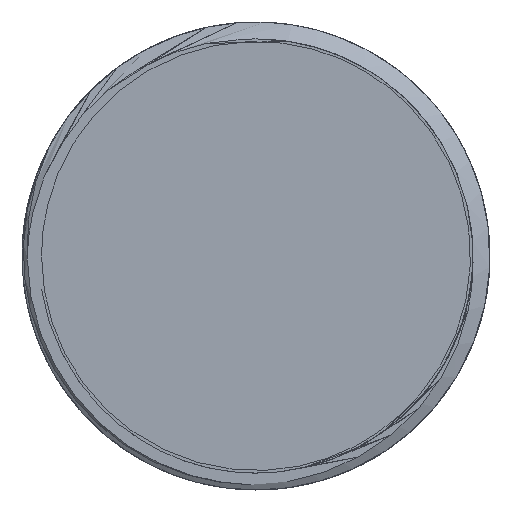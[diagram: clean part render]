
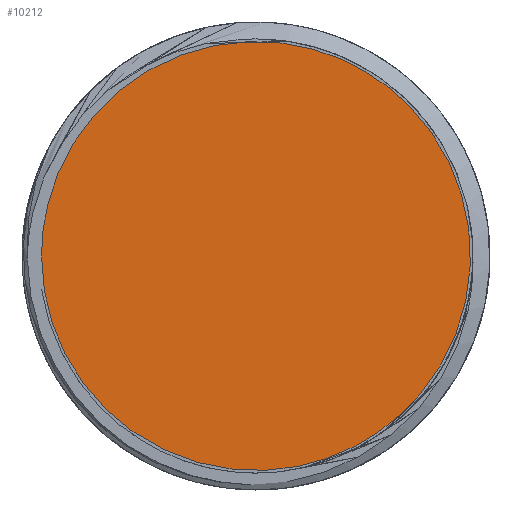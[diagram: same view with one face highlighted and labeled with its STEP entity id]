
A CAD part, front view. The second image highlights one B-rep face of the part: STEP entity #10212.
In plain terms, the highlighted free-form (B-spline) face has degree [1, 1] with [2, 2] control points.
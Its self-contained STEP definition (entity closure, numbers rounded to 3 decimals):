
#10183=CARTESIAN_POINT('',(-8.25,22.4,0.));
#10184=VERTEX_POINT('',#10183);
#10190=CARTESIAN_POINT('',(-8.25,22.4,0.));
#10191=CARTESIAN_POINT('',(-8.25,22.4,-14.289));
#10192=CARTESIAN_POINT('',(4.125,22.4,-7.145));
#10193=CARTESIAN_POINT('',(16.5,22.4,0.));
#10194=CARTESIAN_POINT('',(4.125,22.4,7.145));
#10195=CARTESIAN_POINT('',(-8.25,22.4,14.289));
#10196=CARTESIAN_POINT('',(-8.25,22.4,0.));
#10197=(BOUNDED_CURVE()B_SPLINE_CURVE(2,(#10190,#10191,#10192,#10193,#10194,#10195,#10196),.CIRCULAR_ARC.,.T.,.U.)B_SPLINE_CURVE_WITH_KNOTS((3,2,2,3),(0.,0.333,0.667,1.),.UNSPECIFIED.)CURVE()GEOMETRIC_REPRESENTATION_ITEM()RATIONAL_B_SPLINE_CURVE((1.,0.5,1.,0.5,1.,0.5,1.))REPRESENTATION_ITEM(''));
#10198=EDGE_CURVE('',#10184,#10184,#10197,.T.);
#10204=CARTESIAN_POINT('',(17.929,22.4,15.718));
#10205=CARTESIAN_POINT('',(17.929,22.4,-15.718));
#10206=CARTESIAN_POINT('',(-13.508,22.4,15.718));
#10207=CARTESIAN_POINT('',(-13.508,22.4,-15.718));
#10208=B_SPLINE_SURFACE_WITH_KNOTS('',1,1,((#10204,#10205),(#10206,#10207)),.PLANE_SURF.,.F.,.F.,.U.,(2,2),(2,2),(0.,1.),(0.,1.),.UNSPECIFIED.);
#10209=ORIENTED_EDGE('',*,*,#10198,.T.);
#10210=EDGE_LOOP('',(#10209));
#10211=FACE_OUTER_BOUND('',#10210,.T.);
#10212=ADVANCED_FACE('',(#10211),#10208,.T.);
